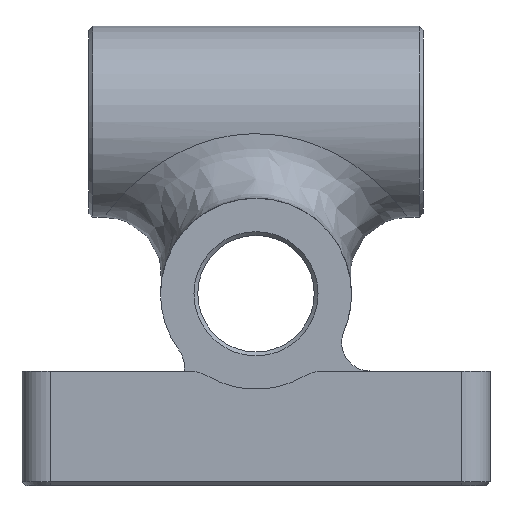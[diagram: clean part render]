
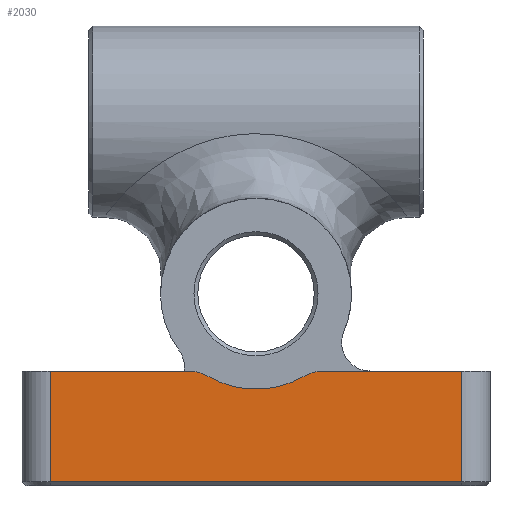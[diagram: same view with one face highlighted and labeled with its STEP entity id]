
A CAD part, left-side view. The second image highlights one B-rep face of the part: STEP entity #2030.
In plain terms, the highlighted planar face has unit normal (-1, 0, 0).
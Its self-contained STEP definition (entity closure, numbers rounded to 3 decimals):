
#1475 = EDGE_CURVE('',#1476,#1478,#1480,.T.);
#1476 = VERTEX_POINT('',#1477);
#1477 = CARTESIAN_POINT('',(-24.5,7.042,-38.));
#1478 = VERTEX_POINT('',#1479);
#1479 = CARTESIAN_POINT('',(-24.5,21.5,-38.));
#1480 = LINE('',#1481,#1482);
#1481 = CARTESIAN_POINT('',(-24.5,-24.5,-38.));
#1482 = VECTOR('',#1483,1.);
#1483 = DIRECTION('',(0.,1.,0.));
#1532 = EDGE_CURVE('',#1476,#1533,#1535,.T.);
#1533 = VERTEX_POINT('',#1534);
#1534 = CARTESIAN_POINT('',(-24.5,5.03,-38.543));
#1535 = CIRCLE('',#1536,4.);
#1536 = AXIS2_PLACEMENT_3D('',#1537,#1538,#1539);
#1537 = CARTESIAN_POINT('',(-24.5,7.042,-42.));
#1538 = DIRECTION('',(1.,0.,0.));
#1539 = DIRECTION('',(0.,0.,1.));
#1624 = EDGE_CURVE('',#1625,#1533,#1627,.T.);
#1625 = VERTEX_POINT('',#1626);
#1626 = CARTESIAN_POINT('',(-24.5,-5.03,-38.543));
#1627 = CIRCLE('',#1628,10.);
#1628 = AXIS2_PLACEMENT_3D('',#1629,#1630,#1631);
#1629 = CARTESIAN_POINT('',(-24.5,0.,-29.9));
#1630 = DIRECTION('',(1.,0.,0.));
#1631 = DIRECTION('',(0.,-1.,0.));
#1649 = EDGE_CURVE('',#1625,#1650,#1652,.T.);
#1650 = VERTEX_POINT('',#1651);
#1651 = CARTESIAN_POINT('',(-24.5,-7.042,-38.));
#1652 = CIRCLE('',#1653,4.);
#1653 = AXIS2_PLACEMENT_3D('',#1654,#1655,#1656);
#1654 = CARTESIAN_POINT('',(-24.5,-7.042,-42.));
#1655 = DIRECTION('',(1.,0.,0.));
#1656 = DIRECTION('',(0.,0.,1.));
#1687 = EDGE_CURVE('',#1688,#1650,#1690,.T.);
#1688 = VERTEX_POINT('',#1689);
#1689 = CARTESIAN_POINT('',(-24.5,-21.5,-38.));
#1690 = LINE('',#1691,#1692);
#1691 = CARTESIAN_POINT('',(-24.5,-24.5,-38.));
#1692 = VECTOR('',#1693,1.);
#1693 = DIRECTION('',(0.,1.,0.));
#2030 = ADVANCED_FACE('',(#2031),#2060,.T.);
#2031 = FACE_BOUND('',#2032,.T.);
#2032 = EDGE_LOOP('',(#2033,#2041,#2042,#2043,#2044,#2045,#2046,#2054));
#2033 = ORIENTED_EDGE('',*,*,#2034,.T.);
#2034 = EDGE_CURVE('',#2035,#1688,#2037,.T.);
#2035 = VERTEX_POINT('',#2036);
#2036 = CARTESIAN_POINT('',(-24.5,-21.5,-49.6));
#2037 = LINE('',#2038,#2039);
#2038 = CARTESIAN_POINT('',(-24.5,-21.5,-50.));
#2039 = VECTOR('',#2040,1.);
#2040 = DIRECTION('',(0.,0.,1.));
#2041 = ORIENTED_EDGE('',*,*,#1687,.T.);
#2042 = ORIENTED_EDGE('',*,*,#1649,.F.);
#2043 = ORIENTED_EDGE('',*,*,#1624,.T.);
#2044 = ORIENTED_EDGE('',*,*,#1532,.F.);
#2045 = ORIENTED_EDGE('',*,*,#1475,.T.);
#2046 = ORIENTED_EDGE('',*,*,#2047,.F.);
#2047 = EDGE_CURVE('',#2048,#1478,#2050,.T.);
#2048 = VERTEX_POINT('',#2049);
#2049 = CARTESIAN_POINT('',(-24.5,21.5,-49.6));
#2050 = LINE('',#2051,#2052);
#2051 = CARTESIAN_POINT('',(-24.5,21.5,-50.));
#2052 = VECTOR('',#2053,1.);
#2053 = DIRECTION('',(0.,0.,1.));
#2054 = ORIENTED_EDGE('',*,*,#2055,.T.);
#2055 = EDGE_CURVE('',#2048,#2035,#2056,.T.);
#2056 = LINE('',#2057,#2058);
#2057 = CARTESIAN_POINT('',(-24.5,21.5,-49.6));
#2058 = VECTOR('',#2059,1.);
#2059 = DIRECTION('',(0.,-1.,0.));
#2060 = PLANE('',#2061);
#2061 = AXIS2_PLACEMENT_3D('',#2062,#2063,#2064);
#2062 = CARTESIAN_POINT('',(-24.5,-24.5,-50.));
#2063 = DIRECTION('',(-1.,-0.,0.));
#2064 = DIRECTION('',(0.,1.,0.));
